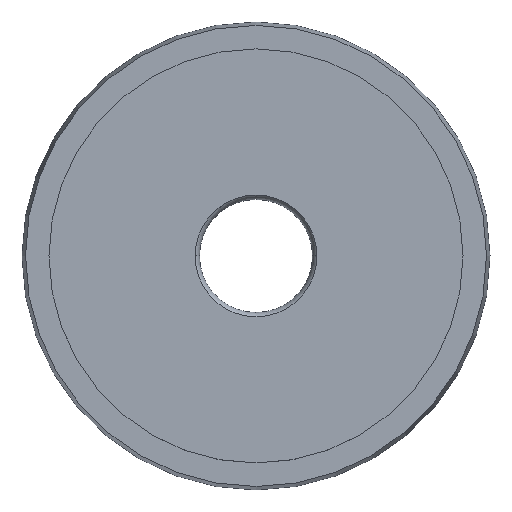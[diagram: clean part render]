
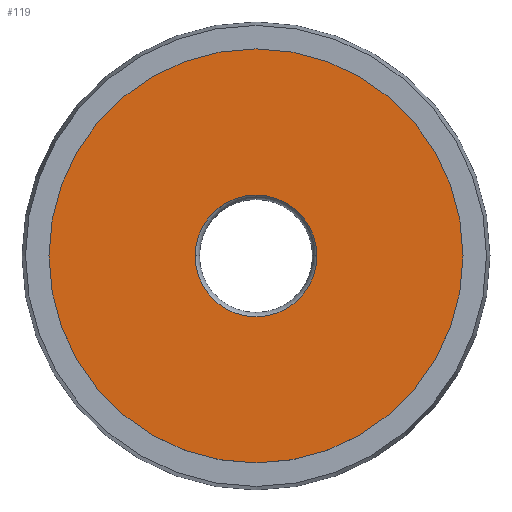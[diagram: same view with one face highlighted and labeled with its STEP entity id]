
A CAD part, top view. The second image highlights one B-rep face of the part: STEP entity #119.
In plain terms, the highlighted planar face has unit normal (0, 0, 1).
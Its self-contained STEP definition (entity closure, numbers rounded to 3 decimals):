
#8 = DIRECTION ( 'NONE',  ( -1., 0., 0. ) ) ;
#31 = EDGE_CURVE ( 'NONE', #612, #68, #517, .T. ) ;
#54 = AXIS2_PLACEMENT_3D ( 'NONE', #254, #455, #562 ) ;
#68 = VERTEX_POINT ( 'NONE', #95 ) ;
#73 = CARTESIAN_POINT ( 'NONE',  ( 0., 0., 0. ) ) ;
#95 = CARTESIAN_POINT ( 'NONE',  ( -3.5, 0., 0. ) ) ;
#102 = AXIS2_PLACEMENT_3D ( 'NONE', #595, #300, #8 ) ;
#119 = ADVANCED_FACE ( 'NONE', ( #466, #135 ), #235, .F. ) ;
#124 = DIRECTION ( 'NONE',  ( 0., 0., 1. ) ) ;
#135 = FACE_OUTER_BOUND ( 'NONE', #175, .T. ) ;
#138 = DIRECTION ( 'NONE',  ( 0., 0., 1. ) ) ;
#139 = DIRECTION ( 'NONE',  ( 0., 0., 1. ) ) ;
#175 = EDGE_LOOP ( 'NONE', ( #288, #246 ) ) ;
#176 = AXIS2_PLACEMENT_3D ( 'NONE', #73, #124, #260 ) ;
#185 = AXIS2_PLACEMENT_3D ( 'NONE', #486, #139, #193 ) ;
#193 = DIRECTION ( 'NONE',  ( 1., 0., 0. ) ) ;
#233 = ORIENTED_EDGE ( 'NONE', *, *, #31, .F. ) ;
#235 = PLANE ( 'NONE',  #102 ) ;
#246 = ORIENTED_EDGE ( 'NONE', *, *, #565, .T. ) ;
#252 = CARTESIAN_POINT ( 'NONE',  ( -11.9, 0., 0. ) ) ;
#254 = CARTESIAN_POINT ( 'NONE',  ( 0., 0., 0. ) ) ;
#260 = DIRECTION ( 'NONE',  ( 1., 0., 0. ) ) ;
#279 = VERTEX_POINT ( 'NONE', #591 ) ;
#288 = ORIENTED_EDGE ( 'NONE', *, *, #367, .T. ) ;
#300 = DIRECTION ( 'NONE',  ( 0., 0., -1. ) ) ;
#332 = EDGE_CURVE ( 'NONE', #68, #612, #426, .T. ) ;
#336 = CARTESIAN_POINT ( 'NONE',  ( 0., 0., 0. ) ) ;
#341 = DIRECTION ( 'NONE',  ( 1., 0., 0. ) ) ;
#367 = EDGE_CURVE ( 'NONE', #279, #535, #459, .T. ) ;
#391 = EDGE_LOOP ( 'NONE', ( #233, #395 ) ) ;
#395 = ORIENTED_EDGE ( 'NONE', *, *, #332, .F. ) ;
#409 = CIRCLE ( 'NONE', #176, 11.9 ) ;
#414 = CARTESIAN_POINT ( 'NONE',  ( 3.5, 0., 0. ) ) ;
#426 = CIRCLE ( 'NONE', #453, 3.5 ) ;
#453 = AXIS2_PLACEMENT_3D ( 'NONE', #336, #138, #341 ) ;
#455 = DIRECTION ( 'NONE',  ( 0., 0., 1. ) ) ;
#459 = CIRCLE ( 'NONE', #54, 11.9 ) ;
#466 = FACE_BOUND ( 'NONE', #391, .T. ) ;
#486 = CARTESIAN_POINT ( 'NONE',  ( 0., 0., 0. ) ) ;
#517 = CIRCLE ( 'NONE', #185, 3.5 ) ;
#535 = VERTEX_POINT ( 'NONE', #252 ) ;
#562 = DIRECTION ( 'NONE',  ( 1., 0., 0. ) ) ;
#565 = EDGE_CURVE ( 'NONE', #535, #279, #409, .T. ) ;
#591 = CARTESIAN_POINT ( 'NONE',  ( 11.9, 0., 0. ) ) ;
#595 = CARTESIAN_POINT ( 'NONE',  ( 0., 0., 0. ) ) ;
#612 = VERTEX_POINT ( 'NONE', #414 ) ;
